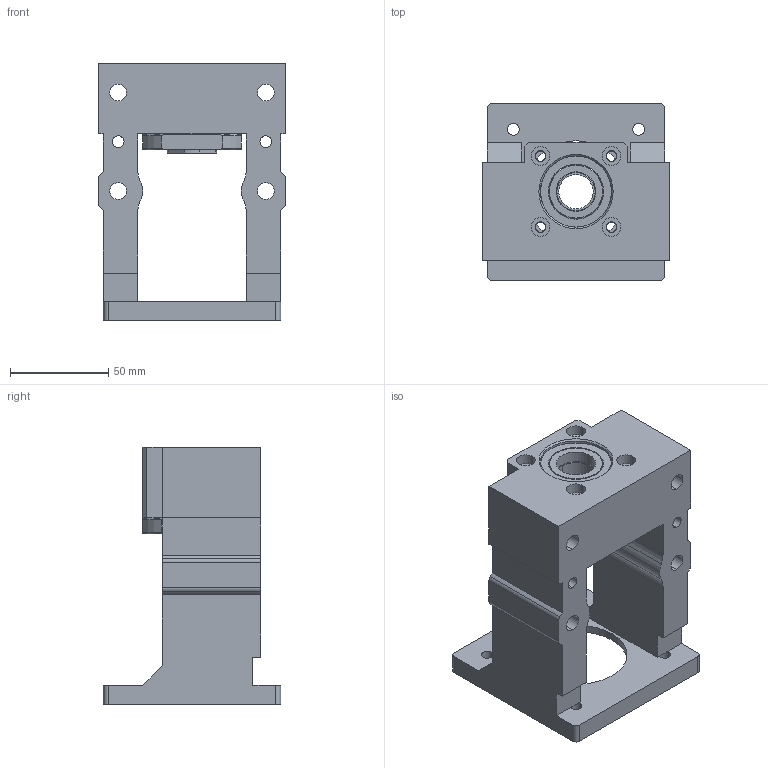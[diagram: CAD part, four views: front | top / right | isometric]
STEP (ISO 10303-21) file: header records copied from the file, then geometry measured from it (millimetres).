
FILE_DESCRIPTION (( 'STEP AP214' ), '1' );
FILE_NAME ('萇儂釱.STEP', '2022-09-04T23:47:33', ( 'China' ), ( 'Home' ), 'SwSTEP 2.0', 'SolidWorks 2017', '' );
FILE_SCHEMA (( 'AUTOMOTIVE_DESIGN' ));
Length unit declared in the file: millimetre
Products named in the file (7): 萇儂釱_7004A_MBCA20-E; 萇儂釱_傷裔_MBCA20-E; 萇儂釱_源倛蹟譫_MBCA20-E; 萇儂釱_潔路遠_MBCA20-E; 电机座_密封圈_MBCA20-E; 萇儂釱_MBCA20-E萇儂釱_MBCA20-E; 萇儂釱
Assembly tree (8 placements, depth 2):
  萇儂釱
    萇儂釱_MBCA20-E萇儂釱_MBCA20-E
    电机座_密封圈_MBCA20-E  x2
    萇儂釱_潔路遠_MBCA20-E  x2
    萇儂釱_源倛蹟譫_MBCA20-E
    萇儂釱_傷裔_MBCA20-E
    萇儂釱_7004A_MBCA20-E
Bounding box: 95 x 90 x 131 mm (x, y, z)
Volume: 360313.9 mm3; surface area: 99974 mm2
Topology: 8 solids, 12 shells, 427 faces, 1272 edges, 821 vertices
Faces by surface type: bspline 156, cylinder 141, plane 88, cone 42
Entity records: 18192 total; most frequent: CARTESIAN_POINT 7219, ORIENTED_EDGE 2480, DIRECTION 1837, EDGE_CURVE 1240, VERTEX_POINT 801, AXIS2_PLACEMENT_3D 771, CIRCLE 505, EDGE_LOOP 475
